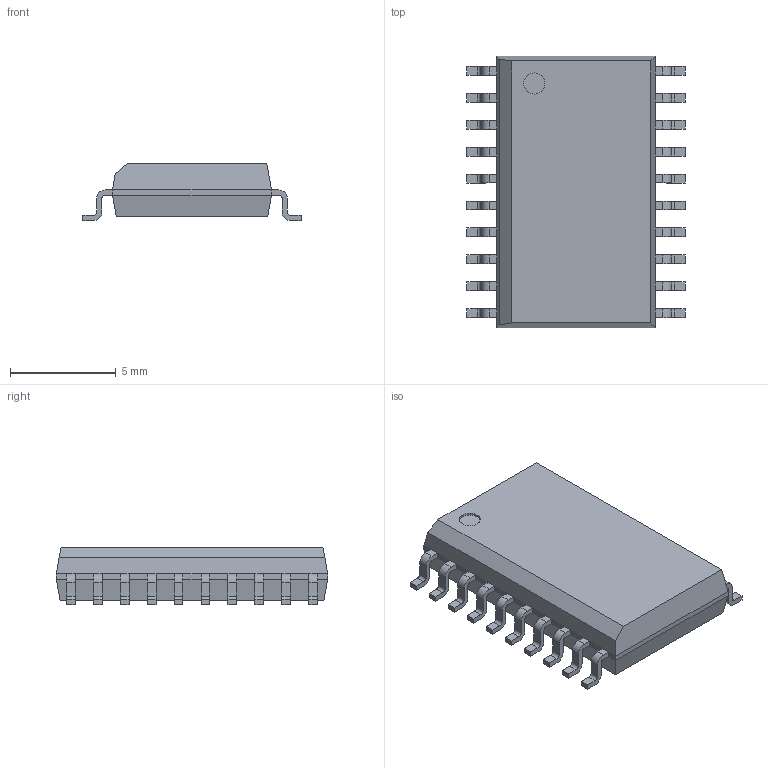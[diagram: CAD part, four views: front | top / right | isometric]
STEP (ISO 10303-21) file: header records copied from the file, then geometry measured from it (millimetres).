
FILE_DESCRIPTION (( 'STEP AP214' ), '1' );
FILE_NAME ('A3B2752B-9617-4D49-B675-2A080482F16E.STEP', '2024-10-11T06:28:27', ( '' ), ( '' ), 'SwSTEP 2.0', 'SolidWorks 2022', '' );
FILE_SCHEMA (( 'AUTOMOTIVE_DESIGN' ));
Length unit declared in the file: millimetre
Products named in the file (1): A3B2752B-9617-4D49-B675-2A080482F16E
Bounding box: 10.3 x 12.8 x 2.7 mm (x, y, z)
Volume: 234.3 mm3; surface area: 337.8 mm2
Topology: 1 solids, 1 shells, 298 faces, 797 edges, 502 vertices
Faces by surface type: plane 216, cylinder 82
Entity records: 12354 total; most frequent: CARTESIAN_POINT 1598, ORIENTED_EDGE 1594, DIRECTION 1559, EDGE_CURVE 797, LINE 633, VECTOR 633, VERTEX_POINT 502, AXIS2_PLACEMENT_3D 463
